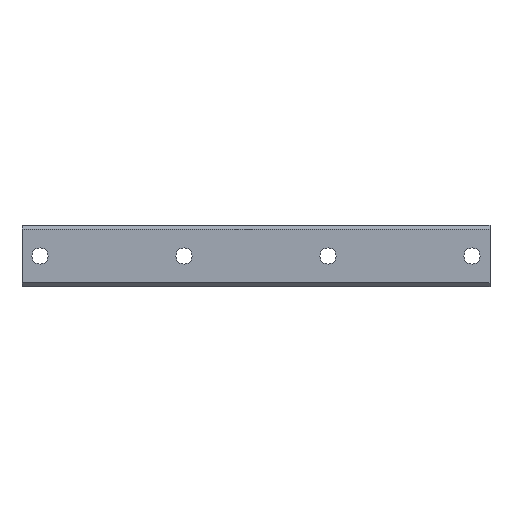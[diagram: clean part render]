
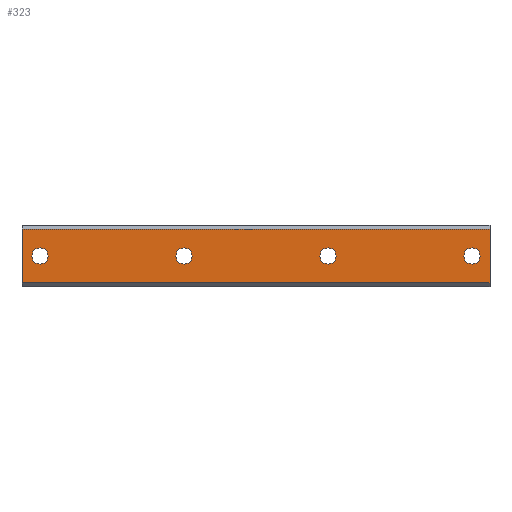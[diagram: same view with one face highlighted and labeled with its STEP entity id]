
A CAD part, front view. The second image highlights one B-rep face of the part: STEP entity #323.
In plain terms, the highlighted planar face has unit normal (0, -1, 0).
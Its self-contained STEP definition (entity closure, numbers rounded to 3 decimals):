
#2 = EDGE_LOOP ( 'NONE', ( #859, #129 ) ) ;
#16 = VERTEX_POINT ( 'NONE', #655 ) ;
#43 = CIRCLE ( 'NONE', #448, 4.5 ) ;
#61 = AXIS2_PLACEMENT_3D ( 'NONE', #1089, #735, #1326 ) ;
#129 = ORIENTED_EDGE ( 'NONE', *, *, #1466, .F. ) ;
#143 = VERTEX_POINT ( 'NONE', #872 ) ;
#146 = CARTESIAN_POINT ( 'NONE',  ( 250., 0., -14.95 ) ) ;
#148 = DIRECTION ( 'NONE',  ( 0., 0., 1. ) ) ;
#155 = ORIENTED_EDGE ( 'NONE', *, *, #440, .F. ) ;
#162 = VERTEX_POINT ( 'NONE', #1244 ) ;
#163 = DIRECTION ( 'NONE',  ( 1., 0., 0. ) ) ;
#217 = VERTEX_POINT ( 'NONE', #568 ) ;
#226 = CARTESIAN_POINT ( 'NONE',  ( 250., 0., 14.95 ) ) ;
#235 = DIRECTION ( 'NONE',  ( 0., 0., 1. ) ) ;
#253 = LINE ( 'NONE', #1222, #627 ) ;
#255 = DIRECTION ( 'NONE',  ( 0., -1., 0. ) ) ;
#261 = CIRCLE ( 'NONE', #728, 4.5 ) ;
#262 = VERTEX_POINT ( 'NONE', #1004 ) ;
#296 = AXIS2_PLACEMENT_3D ( 'NONE', #705, #679, #235 ) ;
#312 = ORIENTED_EDGE ( 'NONE', *, *, #1057, .F. ) ;
#323 = ADVANCED_FACE ( 'NONE', ( #581, #468, #601, #1082, #1159 ), #592, .F. ) ;
#334 = CARTESIAN_POINT ( 'NONE',  ( 240., 0., 4.5 ) ) ;
#344 = CARTESIAN_POINT ( 'NONE',  ( 80., 0., 0. ) ) ;
#366 = EDGE_LOOP ( 'NONE', ( #884, #534 ) ) ;
#371 = EDGE_CURVE ( 'NONE', #1437, #217, #886, .T. ) ;
#379 = DIRECTION ( 'NONE',  ( 0., 0., 1. ) ) ;
#394 = EDGE_CURVE ( 'NONE', #1163, #143, #1225, .T. ) ;
#440 = EDGE_CURVE ( 'NONE', #262, #1464, #1440, .T. ) ;
#448 = AXIS2_PLACEMENT_3D ( 'NONE', #1087, #1110, #379 ) ;
#460 = CARTESIAN_POINT ( 'NONE',  ( 80., 0., 0. ) ) ;
#468 = FACE_BOUND ( 'NONE', #366, .T. ) ;
#500 = LINE ( 'NONE', #146, #1311 ) ;
#504 = CARTESIAN_POINT ( 'NONE',  ( -10., 0., 14.95 ) ) ;
#508 = CARTESIAN_POINT ( 'NONE',  ( 80., 0., -4.5 ) ) ;
#510 = ORIENTED_EDGE ( 'NONE', *, *, #536, .F. ) ;
#533 = CARTESIAN_POINT ( 'NONE',  ( 240., 0., 0. ) ) ;
#534 = ORIENTED_EDGE ( 'NONE', *, *, #878, .F. ) ;
#536 = EDGE_CURVE ( 'NONE', #1171, #776, #1160, .T. ) ;
#568 = CARTESIAN_POINT ( 'NONE',  ( 240., 0., -4.5 ) ) ;
#581 = FACE_OUTER_BOUND ( 'NONE', #1088, .T. ) ;
#586 = DIRECTION ( 'NONE',  ( 0., 0., 1. ) ) ;
#592 = PLANE ( 'NONE',  #1400 ) ;
#601 = FACE_BOUND ( 'NONE', #1514, .T. ) ;
#619 = DIRECTION ( 'NONE',  ( 0., 0., 1. ) ) ;
#627 = VECTOR ( 'NONE', #163, 1000. ) ;
#655 = CARTESIAN_POINT ( 'NONE',  ( 80., 0., 4.5 ) ) ;
#679 = DIRECTION ( 'NONE',  ( 0., -1., 0. ) ) ;
#685 = ORIENTED_EDGE ( 'NONE', *, *, #371, .F. ) ;
#696 = DIRECTION ( 'NONE',  ( 0., 1., 0. ) ) ;
#705 = CARTESIAN_POINT ( 'NONE',  ( 0., 0., 0. ) ) ;
#715 = CARTESIAN_POINT ( 'NONE',  ( 0., 0., -4.5 ) ) ;
#720 = CARTESIAN_POINT ( 'NONE',  ( 250., 0., 14.95 ) ) ;
#728 = AXIS2_PLACEMENT_3D ( 'NONE', #460, #1054, #1299 ) ;
#735 = DIRECTION ( 'NONE',  ( 0., -1., 0. ) ) ;
#740 = DIRECTION ( 'NONE',  ( -1., 0., 0. ) ) ;
#768 = CIRCLE ( 'NONE', #296, 4.5 ) ;
#776 = VERTEX_POINT ( 'NONE', #940 ) ;
#820 = VERTEX_POINT ( 'NONE', #508 ) ;
#859 = ORIENTED_EDGE ( 'NONE', *, *, #1393, .F. ) ;
#866 = AXIS2_PLACEMENT_3D ( 'NONE', #1201, #882, #148 ) ;
#872 = CARTESIAN_POINT ( 'NONE',  ( 250., 0., -14.95 ) ) ;
#878 = EDGE_CURVE ( 'NONE', #1066, #162, #768, .T. ) ;
#882 = DIRECTION ( 'NONE',  ( 0., -1., 0. ) ) ;
#884 = ORIENTED_EDGE ( 'NONE', *, *, #1131, .F. ) ;
#886 = CIRCLE ( 'NONE', #866, 4.5 ) ;
#898 = CIRCLE ( 'NONE', #1415, 4.5 ) ;
#926 = CIRCLE ( 'NONE', #1462, 4.5 ) ;
#940 = CARTESIAN_POINT ( 'NONE',  ( 160., 0., 4.5 ) ) ;
#983 = ORIENTED_EDGE ( 'NONE', *, *, #394, .F. ) ;
#1000 = DIRECTION ( 'NONE',  ( 0., -1., 0. ) ) ;
#1004 = CARTESIAN_POINT ( 'NONE',  ( -10., 0., -14.95 ) ) ;
#1016 = ORIENTED_EDGE ( 'NONE', *, *, #1344, .F. ) ;
#1024 = AXIS2_PLACEMENT_3D ( 'NONE', #1396, #1149, #586 ) ;
#1029 = EDGE_CURVE ( 'NONE', #776, #1171, #43, .T. ) ;
#1054 = DIRECTION ( 'NONE',  ( 0., -1., 0. ) ) ;
#1057 = EDGE_CURVE ( 'NONE', #143, #262, #500, .T. ) ;
#1066 = VERTEX_POINT ( 'NONE', #715 ) ;
#1082 = FACE_BOUND ( 'NONE', #1388, .T. ) ;
#1087 = CARTESIAN_POINT ( 'NONE',  ( 160., 0., 0. ) ) ;
#1088 = EDGE_LOOP ( 'NONE', ( #312, #983, #1180, #155 ) ) ;
#1089 = CARTESIAN_POINT ( 'NONE',  ( 160., 0., 0. ) ) ;
#1096 = EDGE_CURVE ( 'NONE', #1464, #1163, #253, .T. ) ;
#1102 = ORIENTED_EDGE ( 'NONE', *, *, #1029, .F. ) ;
#1110 = DIRECTION ( 'NONE',  ( 0., -1., 0. ) ) ;
#1119 = CARTESIAN_POINT ( 'NONE',  ( 250., 0., 14.95 ) ) ;
#1127 = CIRCLE ( 'NONE', #1024, 4.5 ) ;
#1131 = EDGE_CURVE ( 'NONE', #162, #1066, #1127, .T. ) ;
#1149 = DIRECTION ( 'NONE',  ( 0., -1., 0. ) ) ;
#1159 = FACE_BOUND ( 'NONE', #2, .T. ) ;
#1160 = CIRCLE ( 'NONE', #61, 4.5 ) ;
#1163 = VERTEX_POINT ( 'NONE', #226 ) ;
#1171 = VERTEX_POINT ( 'NONE', #1293 ) ;
#1180 = ORIENTED_EDGE ( 'NONE', *, *, #1096, .F. ) ;
#1191 = CARTESIAN_POINT ( 'NONE',  ( -10., 0., 14.95 ) ) ;
#1192 = DIRECTION ( 'NONE',  ( 0., 0., 1. ) ) ;
#1201 = CARTESIAN_POINT ( 'NONE',  ( 240., 0., 0. ) ) ;
#1211 = VECTOR ( 'NONE', #1459, 1000. ) ;
#1218 = DIRECTION ( 'NONE',  ( 0., 0., 1. ) ) ;
#1222 = CARTESIAN_POINT ( 'NONE',  ( 250., 0., 14.95 ) ) ;
#1225 = LINE ( 'NONE', #1119, #1211 ) ;
#1244 = CARTESIAN_POINT ( 'NONE',  ( 0., 0., 4.5 ) ) ;
#1293 = CARTESIAN_POINT ( 'NONE',  ( 160., 0., -4.5 ) ) ;
#1299 = DIRECTION ( 'NONE',  ( 0., 0., 1. ) ) ;
#1311 = VECTOR ( 'NONE', #740, 1000. ) ;
#1326 = DIRECTION ( 'NONE',  ( 0., 0., 1. ) ) ;
#1344 = EDGE_CURVE ( 'NONE', #217, #1437, #926, .T. ) ;
#1388 = EDGE_LOOP ( 'NONE', ( #1102, #510 ) ) ;
#1393 = EDGE_CURVE ( 'NONE', #16, #820, #261, .T. ) ;
#1396 = CARTESIAN_POINT ( 'NONE',  ( 0., 0., 0. ) ) ;
#1400 = AXIS2_PLACEMENT_3D ( 'NONE', #720, #696, #1192 ) ;
#1415 = AXIS2_PLACEMENT_3D ( 'NONE', #344, #255, #619 ) ;
#1437 = VERTEX_POINT ( 'NONE', #334 ) ;
#1440 = LINE ( 'NONE', #504, #1473 ) ;
#1459 = DIRECTION ( 'NONE',  ( 0., 0., -1. ) ) ;
#1462 = AXIS2_PLACEMENT_3D ( 'NONE', #533, #1000, #1463 ) ;
#1463 = DIRECTION ( 'NONE',  ( 0., 0., 1. ) ) ;
#1464 = VERTEX_POINT ( 'NONE', #1191 ) ;
#1466 = EDGE_CURVE ( 'NONE', #820, #16, #898, .T. ) ;
#1473 = VECTOR ( 'NONE', #1218, 1000. ) ;
#1514 = EDGE_LOOP ( 'NONE', ( #685, #1016 ) ) ;
